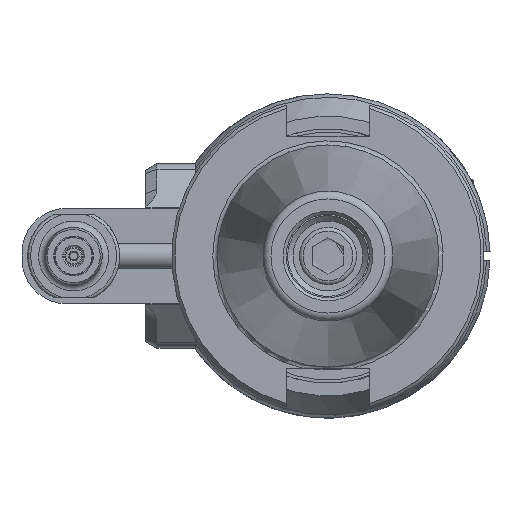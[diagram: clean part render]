
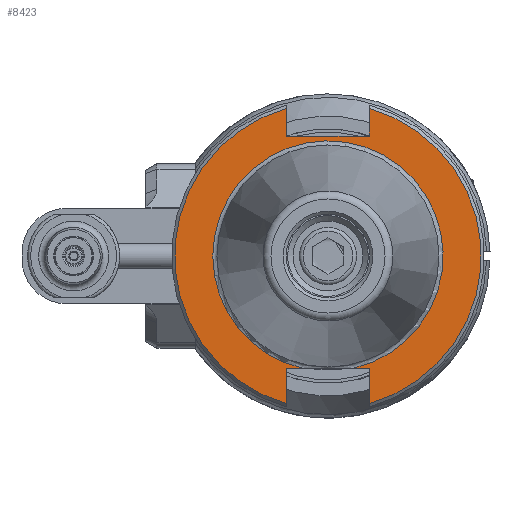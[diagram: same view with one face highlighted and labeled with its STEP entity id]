
A CAD part, left-side view. The second image highlights one B-rep face of the part: STEP entity #8423.
In plain terms, the highlighted planar face has unit normal (-1, 0, 0).
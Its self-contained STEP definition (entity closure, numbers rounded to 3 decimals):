
#924=PLANE('',#9193);
#1360=FACE_OUTER_BOUND('',#1881,.T.);
#1881=EDGE_LOOP('',(#6794,#6795,#6796,#6797,#6798,#6799,#6800,#6801,#6802,
#6803,#6804));
#2445=LINE('',#54709,#2994);
#2448=LINE('',#54727,#2997);
#2460=LINE('',#54772,#3009);
#2461=LINE('',#54777,#3010);
#2462=LINE('',#54780,#3011);
#2463=LINE('',#54784,#3012);
#2464=LINE('',#54786,#3013);
#2994=VECTOR('',#10723,8.734);
#2997=VECTOR('',#10738,11.147);
#3009=VECTOR('',#10784,25.908);
#3010=VECTOR('',#10789,4.846);
#3011=VECTOR('',#10792,8.734);
#3012=VECTOR('',#10795,11.147);
#3013=VECTOR('',#10796,4.846);
#3453=CIRCLE('',#9194,48.225);
#3454=CIRCLE('',#9195,48.225);
#3455=CIRCLE('',#9196,36.225);
#3456=CIRCLE('',#9197,36.225);
#4040=VERTEX_POINT('',#54706);
#4041=VERTEX_POINT('',#54708);
#4046=VERTEX_POINT('',#54724);
#4047=VERTEX_POINT('',#54726);
#4060=VERTEX_POINT('',#54770);
#4062=VERTEX_POINT('',#54776);
#4063=VERTEX_POINT('',#54779);
#4064=VERTEX_POINT('',#54781);
#4065=VERTEX_POINT('',#54783);
#4066=VERTEX_POINT('',#54785);
#4067=VERTEX_POINT('',#54787);
#5011=EDGE_CURVE('',#4040,#4041,#2445,.T.);
#5019=EDGE_CURVE('',#4046,#4047,#2448,.T.);
#5041=EDGE_CURVE('',#4040,#4060,#2460,.T.);
#5043=EDGE_CURVE('',#4062,#4047,#2461,.T.);
#5044=EDGE_CURVE('',#4046,#4041,#3453,.T.);
#5045=EDGE_CURVE('',#4063,#4060,#2462,.T.);
#5046=EDGE_CURVE('',#4063,#4064,#3454,.T.);
#5047=EDGE_CURVE('',#4065,#4064,#2463,.T.);
#5048=EDGE_CURVE('',#4065,#4066,#2464,.T.);
#5049=EDGE_CURVE('',#4066,#4067,#3455,.T.);
#5050=EDGE_CURVE('',#4067,#4062,#3456,.T.);
#6794=ORIENTED_EDGE('',*,*,#5043,.T.);
#6795=ORIENTED_EDGE('',*,*,#5019,.F.);
#6796=ORIENTED_EDGE('',*,*,#5044,.T.);
#6797=ORIENTED_EDGE('',*,*,#5011,.F.);
#6798=ORIENTED_EDGE('',*,*,#5041,.T.);
#6799=ORIENTED_EDGE('',*,*,#5045,.F.);
#6800=ORIENTED_EDGE('',*,*,#5046,.T.);
#6801=ORIENTED_EDGE('',*,*,#5047,.F.);
#6802=ORIENTED_EDGE('',*,*,#5048,.T.);
#6803=ORIENTED_EDGE('',*,*,#5049,.T.);
#6804=ORIENTED_EDGE('',*,*,#5050,.T.);
#8423=ADVANCED_FACE('',(#1360),#924,.F.);
#9193=AXIS2_PLACEMENT_3D('',#54775,#10787,#10788);
#9194=AXIS2_PLACEMENT_3D('',#54778,#10790,#10791);
#9195=AXIS2_PLACEMENT_3D('',#54782,#10793,#10794);
#9196=AXIS2_PLACEMENT_3D('',#54788,#10797,#10798);
#9197=AXIS2_PLACEMENT_3D('',#54789,#10799,#10800);
#10723=DIRECTION('',(0.,0.,1.));
#10738=DIRECTION('',(0.,0.,1.));
#10784=DIRECTION('',(0.,1.,0.));
#10787=DIRECTION('center_axis',(1.,0.,0.));
#10788=DIRECTION('ref_axis',(0.,-1.,0.));
#10789=DIRECTION('',(0.,-1.,0.));
#10790=DIRECTION('center_axis',(-1.,0.,0.));
#10791=DIRECTION('ref_axis',(0.,-0.269,-0.963));
#10792=DIRECTION('',(0.,0.,-1.));
#10793=DIRECTION('center_axis',(-1.,0.,0.));
#10794=DIRECTION('ref_axis',(0.,0.269,0.963));
#10795=DIRECTION('',(0.,0.,-1.));
#10796=DIRECTION('',(0.,-1.,0.));
#10797=DIRECTION('center_axis',(1.,0.,0.));
#10798=DIRECTION('ref_axis',(0.,-1.,0.));
#10799=DIRECTION('center_axis',(1.,0.,0.));
#10800=DIRECTION('ref_axis',(0.,-1.,0.));
#54706=CARTESIAN_POINT('',(3.175,-12.954,37.719));
#54708=CARTESIAN_POINT('',(3.175,-12.954,46.453));
#54709=CARTESIAN_POINT('',(3.175,-12.954,37.719));
#54724=CARTESIAN_POINT('',(3.175,-12.954,-46.453));
#54726=CARTESIAN_POINT('',(3.175,-12.954,-35.306));
#54727=CARTESIAN_POINT('',(3.175,-12.954,-46.453));
#54770=CARTESIAN_POINT('',(3.175,12.954,37.719));
#54772=CARTESIAN_POINT('',(3.175,-12.954,37.719));
#54775=CARTESIAN_POINT('Origin',(3.175,-42.625,0.));
#54776=CARTESIAN_POINT('',(3.175,-8.108,-35.306));
#54777=CARTESIAN_POINT('',(3.175,-8.108,-35.306));
#54778=CARTESIAN_POINT('Origin',(3.175,0.,0.));
#54779=CARTESIAN_POINT('',(3.175,12.954,46.453));
#54780=CARTESIAN_POINT('',(3.175,12.954,46.453));
#54781=CARTESIAN_POINT('',(3.175,12.954,-46.453));
#54782=CARTESIAN_POINT('Origin',(3.175,0.,0.));
#54783=CARTESIAN_POINT('',(3.175,12.954,-35.306));
#54784=CARTESIAN_POINT('',(3.175,12.954,-35.306));
#54785=CARTESIAN_POINT('',(3.175,8.108,-35.306));
#54786=CARTESIAN_POINT('',(3.175,12.954,-35.306));
#54787=CARTESIAN_POINT('',(3.175,36.225,0.));
#54788=CARTESIAN_POINT('Origin',(3.175,0.,0.));
#54789=CARTESIAN_POINT('Origin',(3.175,0.,0.));
